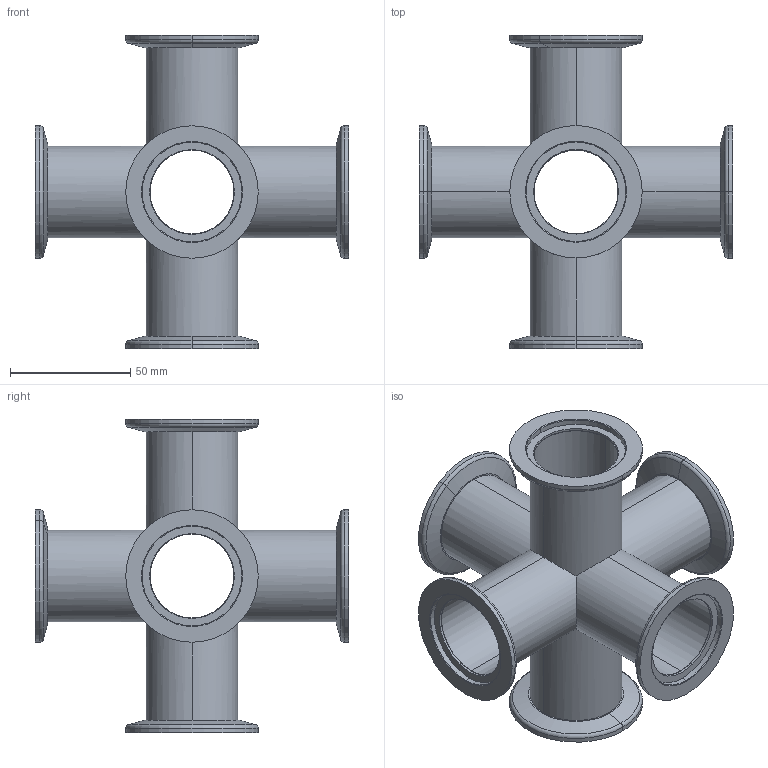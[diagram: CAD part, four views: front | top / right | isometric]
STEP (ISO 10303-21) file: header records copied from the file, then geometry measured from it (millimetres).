
FILE_DESCRIPTION (( 'STEP AP214' ), '1' );
FILE_NAME ('Hositrad_KX6-40-38.STEP', '2013-05-01T16:02:51', ( '' ), ( '' ), 'SwSTEP 2.0', 'SolidWorks 2013', '' );
FILE_SCHEMA (( 'AUTOMOTIVE_DESIGN' ));
Length unit declared in the file: millimetre
Products named in the file (3): Hositrad_KX6-40-38; 6-Cross; KF40-38WS
Assembly tree (7 placements, depth 2):
  Hositrad_KX6-40-38
    6-Cross
    KF40-38WS  x6
Bounding box: 130 x 130 x 130 mm (x, y, z)
Volume: 78729.8 mm3; surface area: 86433.8 mm2
Topology: 7 solids, 7 shells, 155 faces, 339 edges, 206 vertices
Faces by surface type: cylinder 72, plane 30, cone 24, torus 12, bspline 11, sphere 6
Entity records: 2622 total; most frequent: CARTESIAN_POINT 1092, ORIENTED_EDGE 318, DIRECTION 296, EDGE_CURVE 159, AXIS2_PLACEMENT_3D 130, VERTEX_POINT 96, EDGE_LOOP 75, CIRCLE 66
